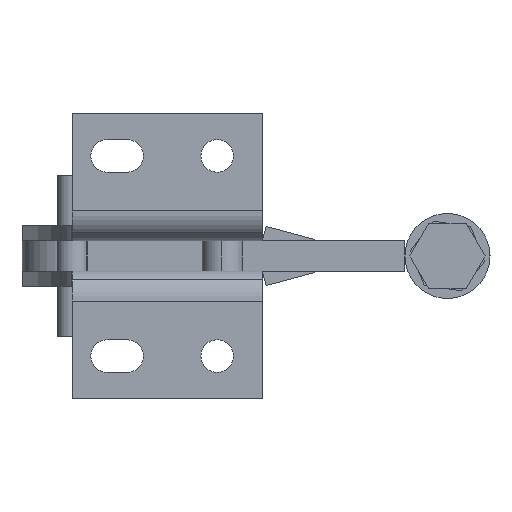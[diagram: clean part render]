
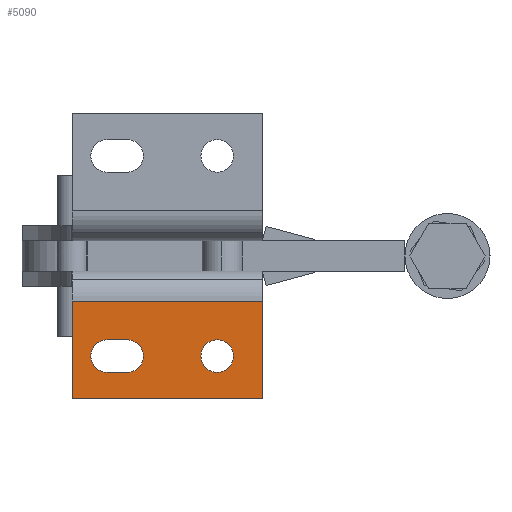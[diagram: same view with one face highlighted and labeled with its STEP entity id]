
A CAD part, front view. The second image highlights one B-rep face of the part: STEP entity #5090.
In plain terms, the highlighted free-form (B-spline) face has degree [1, 1] with [2, 2] control points.
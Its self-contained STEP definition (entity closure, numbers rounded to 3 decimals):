
#3802=CARTESIAN_POINT('',(-820.13,34.959,4.885));
#3803=VERTEX_POINT('',#3802);
#3811=CARTESIAN_POINT('',(-782.13,34.959,4.885));
#3812=VERTEX_POINT('',#3811);
#3813=CARTESIAN_POINT('',(-820.13,34.959,4.885));
#3814=DIRECTION('',(1.0,0.0,0.0));
#3815=VECTOR('',#3814,38.);
#3816=LINE('',#3813,#3815);
#3817=EDGE_CURVE('',#3803,#3812,#3816,.T.);
#3918=CARTESIAN_POINT('',(-787.88,34.959,-6.115));
#3919=VERTEX_POINT('',#3918);
#3928=CARTESIAN_POINT('',(-794.38,34.959,-6.115));
#3929=VERTEX_POINT('',#3928);
#3930=CARTESIAN_POINT('',(-791.13,34.959,-6.115));
#3931=DIRECTION('',(0.0,-1.0,0.0));
#3932=DIRECTION('',(1.0,0.0,0.0));
#3933=AXIS2_PLACEMENT_3D('',#3930,#3931,#3932);
#3934=CIRCLE('',#3933,3.25);
#3935=EDGE_CURVE('',#3919,#3929,#3934,.T.);
#3981=CARTESIAN_POINT('',(-816.38,34.959,-6.115));
#3982=VERTEX_POINT('',#3981);
#3991=CARTESIAN_POINT('',(-813.13,34.959,-9.365));
#3992=VERTEX_POINT('',#3991);
#3993=CARTESIAN_POINT('',(-813.13,34.959,-6.115));
#3994=DIRECTION('',(0.0,-1.0,0.0));
#3995=DIRECTION('',(-1.0,0.0,0.0));
#3996=AXIS2_PLACEMENT_3D('',#3993,#3994,#3995);
#3997=CIRCLE('',#3996,3.25);
#3998=EDGE_CURVE('',#3982,#3992,#3997,.T.);
#4044=CARTESIAN_POINT('',(-805.88,34.959,-6.115));
#4045=VERTEX_POINT('',#4044);
#4054=CARTESIAN_POINT('',(-809.13,34.959,-2.865));
#4055=VERTEX_POINT('',#4054);
#4056=CARTESIAN_POINT('',(-809.13,34.959,-6.115));
#4057=DIRECTION('',(0.0,-1.0,0.0));
#4058=DIRECTION('',(1.0,0.0,0.0));
#4059=AXIS2_PLACEMENT_3D('',#4056,#4057,#4058);
#4060=CIRCLE('',#4059,3.25);
#4061=EDGE_CURVE('',#4045,#4055,#4060,.T.);
#4714=CARTESIAN_POINT('',(-813.13,34.959,-2.865));
#4715=VERTEX_POINT('',#4714);
#4716=CARTESIAN_POINT('',(-809.13,34.959,-2.865));
#4717=DIRECTION('',(-1.0,0.0,0.0));
#4718=VECTOR('',#4717,4.);
#4719=LINE('',#4716,#4718);
#4720=EDGE_CURVE('',#4055,#4715,#4719,.T.);
#4767=CARTESIAN_POINT('',(-809.13,34.959,-9.365));
#4768=VERTEX_POINT('',#4767);
#4775=CARTESIAN_POINT('',(-809.13,34.959,-6.115));
#4776=DIRECTION('',(0.0,-1.0,0.0));
#4777=DIRECTION('',(1.0,0.0,0.0));
#4778=AXIS2_PLACEMENT_3D('',#4775,#4776,#4777);
#4779=CIRCLE('',#4778,3.25);
#4780=EDGE_CURVE('',#4768,#4045,#4779,.T.);
#4797=CARTESIAN_POINT('',(-813.13,34.959,-9.365));
#4798=DIRECTION('',(1.0,0.0,0.0));
#4799=VECTOR('',#4798,4.);
#4800=LINE('',#4797,#4799);
#4801=EDGE_CURVE('',#3992,#4768,#4800,.T.);
#4842=CARTESIAN_POINT('',(-813.13,34.959,-6.115));
#4843=DIRECTION('',(0.0,-1.0,0.0));
#4844=DIRECTION('',(-1.0,0.0,0.0));
#4845=AXIS2_PLACEMENT_3D('',#4842,#4843,#4844);
#4846=CIRCLE('',#4845,3.25);
#4847=EDGE_CURVE('',#4715,#3982,#4846,.T.);
#4887=CARTESIAN_POINT('',(-791.13,34.959,-6.115));
#4888=DIRECTION('',(0.0,-1.0,0.0));
#4889=DIRECTION('',(1.0,0.0,0.0));
#4890=AXIS2_PLACEMENT_3D('',#4887,#4888,#4889);
#4891=CIRCLE('',#4890,3.25);
#4892=EDGE_CURVE('',#3929,#3919,#4891,.T.);
#5048=CARTESIAN_POINT('',(-782.13,34.959,4.885));
#5049=CARTESIAN_POINT('',(-820.13,34.959,4.885));
#5050=CARTESIAN_POINT('',(-782.13,34.959,-14.615));
#5051=CARTESIAN_POINT('',(-820.13,34.959,-14.615));
#5052=B_SPLINE_SURFACE_WITH_KNOTS('',1,1,((#5048,#5050),(#5049,#5051)),.UNSPECIFIED.,.F.,.F.,.U.,(2,2),(2,2),(0.0,38.),(0.0,19.5),.UNSPECIFIED.);
#5053=CARTESIAN_POINT('',(-782.13,34.959,-14.615));
#5054=VERTEX_POINT('',#5053);
#5055=CARTESIAN_POINT('',(-782.13,34.959,4.885));
#5056=DIRECTION('',(0.0,0.0,-1.0));
#5057=VECTOR('',#5056,19.5);
#5058=LINE('',#5055,#5057);
#5059=EDGE_CURVE('',#3812,#5054,#5058,.T.);
#5060=ORIENTED_EDGE('',*,*,#5059,.F.);
#5061=ORIENTED_EDGE('',*,*,#3817,.F.);
#5062=CARTESIAN_POINT('',(-820.13,34.959,-14.615));
#5063=VERTEX_POINT('',#5062);
#5064=CARTESIAN_POINT('',(-820.13,34.959,-14.615));
#5065=DIRECTION('',(0.0,0.0,1.0));
#5066=VECTOR('',#5065,19.5);
#5067=LINE('',#5064,#5066);
#5068=EDGE_CURVE('',#5063,#3803,#5067,.T.);
#5069=ORIENTED_EDGE('',*,*,#5068,.F.);
#5070=CARTESIAN_POINT('',(-820.13,34.959,-14.615));
#5071=DIRECTION('',(1.0,0.0,0.0));
#5072=VECTOR('',#5071,38.);
#5073=LINE('',#5070,#5072);
#5074=EDGE_CURVE('',#5063,#5054,#5073,.T.);
#5075=ORIENTED_EDGE('',*,*,#5074,.T.);
#5076=EDGE_LOOP('',(#5060,#5061,#5069,#5075));
#5077=FACE_OUTER_BOUND('',#5076,.T.);
#5078=ORIENTED_EDGE('',*,*,#4801,.F.);
#5079=ORIENTED_EDGE('',*,*,#3998,.F.);
#5080=ORIENTED_EDGE('',*,*,#4847,.F.);
#5081=ORIENTED_EDGE('',*,*,#4720,.F.);
#5082=ORIENTED_EDGE('',*,*,#4061,.F.);
#5083=ORIENTED_EDGE('',*,*,#4780,.F.);
#5084=EDGE_LOOP('',(#5078,#5079,#5080,#5081,#5082,#5083));
#5085=FACE_BOUND('',#5084,.T.);
#5086=ORIENTED_EDGE('',*,*,#4892,.F.);
#5087=ORIENTED_EDGE('',*,*,#3935,.F.);
#5088=EDGE_LOOP('',(#5086,#5087));
#5089=FACE_BOUND('',#5088,.T.);
#5090=ADVANCED_FACE('',(#5077,#5085,#5089),#5052,.T.);
